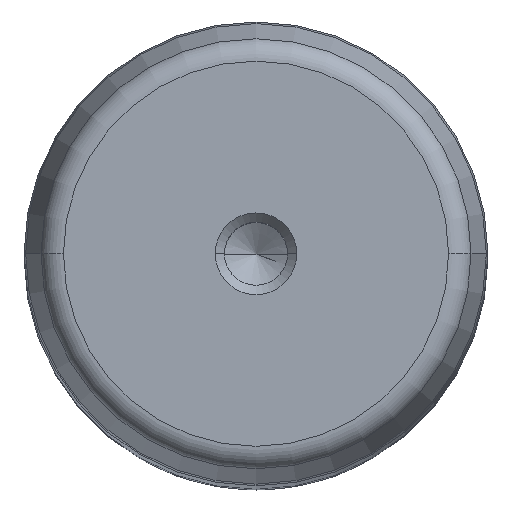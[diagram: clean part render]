
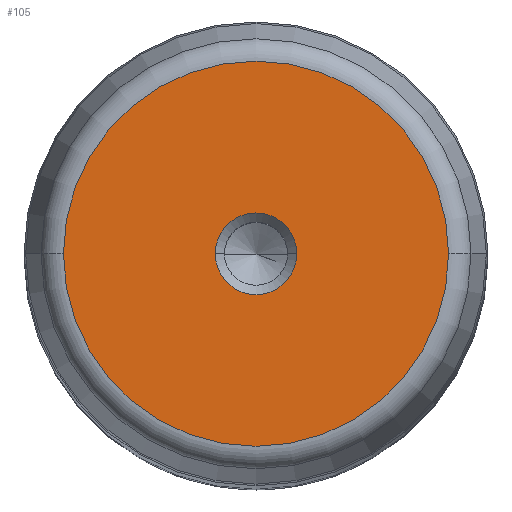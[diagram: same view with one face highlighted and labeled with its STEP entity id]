
A CAD part, top view. The second image highlights one B-rep face of the part: STEP entity #105.
In plain terms, the highlighted planar face has unit normal (0, 0, 1).
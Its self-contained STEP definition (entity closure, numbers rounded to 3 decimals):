
#72 = FACE_BOUND ( 'NONE', #1497, .T. ) ;
#98 = DIRECTION ( 'NONE',  ( 1., 0., 0. ) ) ;
#105 = ADVANCED_FACE ( 'NONE', ( #72, #2738 ), #1876, .T. ) ;
#256 = DIRECTION ( 'NONE',  ( 1., 0., 0. ) ) ;
#355 = CIRCLE ( 'NONE', #2492, 20.763 ) ;
#448 = AXIS2_PLACEMENT_3D ( 'NONE', #1260, #1476, #1723 ) ;
#468 = CARTESIAN_POINT ( 'NONE',  ( -4.4, 0., 280. ) ) ;
#728 = ORIENTED_EDGE ( 'NONE', *, *, #1872, .T. ) ;
#768 = CARTESIAN_POINT ( 'NONE',  ( 0., 0., 280. ) ) ;
#942 = VERTEX_POINT ( 'NONE', #2207 ) ;
#956 = CARTESIAN_POINT ( 'NONE',  ( 0., 0., 280. ) ) ;
#1027 = CIRCLE ( 'NONE', #448, 20.763 ) ;
#1260 = CARTESIAN_POINT ( 'NONE',  ( 0., 0., 280. ) ) ;
#1263 = CARTESIAN_POINT ( 'NONE',  ( 0., 0., 280. ) ) ;
#1269 = ORIENTED_EDGE ( 'NONE', *, *, #2902, .F. ) ;
#1392 = ORIENTED_EDGE ( 'NONE', *, *, #2342, .F. ) ;
#1476 = DIRECTION ( 'NONE',  ( 0., 0., -1. ) ) ;
#1484 = AXIS2_PLACEMENT_3D ( 'NONE', #768, #1978, #256 ) ;
#1497 = EDGE_LOOP ( 'NONE', ( #728, #2081 ) ) ;
#1721 = CIRCLE ( 'NONE', #2975, 4.4 ) ;
#1723 = DIRECTION ( 'NONE',  ( -1., 0., 0. ) ) ;
#1872 = EDGE_CURVE ( 'NONE', #942, #2378, #1721, .T. ) ;
#1876 = PLANE ( 'NONE',  #2322 ) ;
#1898 = DIRECTION ( 'NONE',  ( 0., 0., -1. ) ) ;
#1962 = CARTESIAN_POINT ( 'NONE',  ( 20.763, 0., 280. ) ) ;
#1978 = DIRECTION ( 'NONE',  ( 0., 0., -1. ) ) ;
#2081 = ORIENTED_EDGE ( 'NONE', *, *, #2189, .T. ) ;
#2189 = EDGE_CURVE ( 'NONE', #2378, #942, #3149, .T. ) ;
#2207 = CARTESIAN_POINT ( 'NONE',  ( 4.4, 0., 280. ) ) ;
#2224 = VERTEX_POINT ( 'NONE', #2470 ) ;
#2322 = AXIS2_PLACEMENT_3D ( 'NONE', #2333, #2359, #2345 ) ;
#2333 = CARTESIAN_POINT ( 'NONE',  ( 0., 0., 280. ) ) ;
#2342 = EDGE_CURVE ( 'NONE', #2224, #2873, #355, .T. ) ;
#2345 = DIRECTION ( 'NONE',  ( 1., 0., 0. ) ) ;
#2359 = DIRECTION ( 'NONE',  ( 0., 0., 1. ) ) ;
#2378 = VERTEX_POINT ( 'NONE', #468 ) ;
#2436 = DIRECTION ( 'NONE',  ( -1., 0., 0. ) ) ;
#2470 = CARTESIAN_POINT ( 'NONE',  ( -20.763, 0., 280. ) ) ;
#2482 = DIRECTION ( 'NONE',  ( 0., 0., -1. ) ) ;
#2492 = AXIS2_PLACEMENT_3D ( 'NONE', #956, #1898, #2436 ) ;
#2522 = EDGE_LOOP ( 'NONE', ( #1392, #1269 ) ) ;
#2738 = FACE_OUTER_BOUND ( 'NONE', #2522, .T. ) ;
#2873 = VERTEX_POINT ( 'NONE', #1962 ) ;
#2902 = EDGE_CURVE ( 'NONE', #2873, #2224, #1027, .T. ) ;
#2975 = AXIS2_PLACEMENT_3D ( 'NONE', #1263, #2482, #98 ) ;
#3149 = CIRCLE ( 'NONE', #1484, 4.4 ) ;
